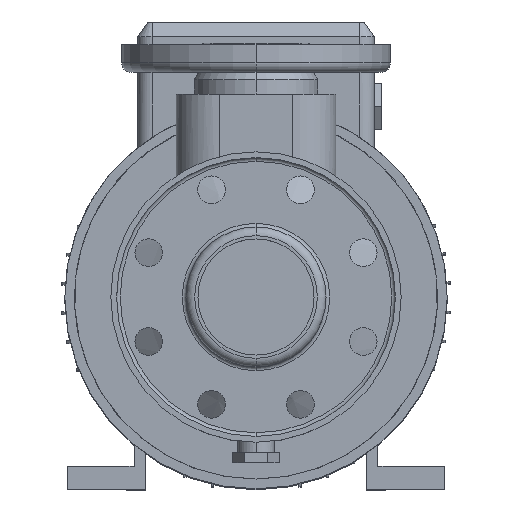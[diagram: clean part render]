
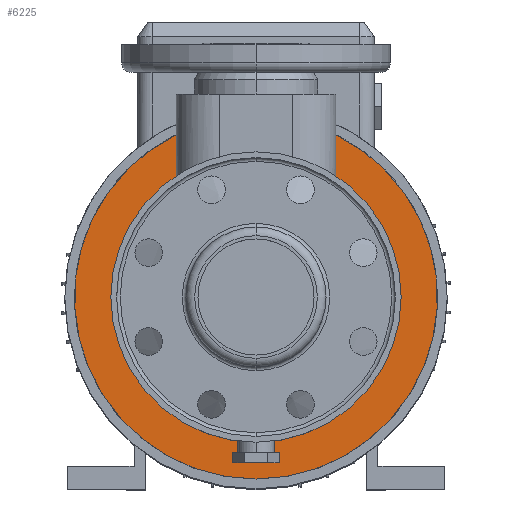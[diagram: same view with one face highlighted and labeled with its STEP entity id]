
A CAD part, top view. The second image highlights one B-rep face of the part: STEP entity #6225.
In plain terms, the highlighted planar face has unit normal (0, 0, 1).
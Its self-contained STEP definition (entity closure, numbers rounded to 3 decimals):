
#320 = EDGE_CURVE ( 'NONE', #5150, #4052, #11055, .T. ) ;
#1048 = ORIENTED_EDGE ( 'NONE', *, *, #5053, .F. ) ;
#1379 = DIRECTION ( 'NONE',  ( 0., 0., 1. ) ) ;
#1478 = CARTESIAN_POINT ( 'NONE',  ( 0., -97., -58. ) ) ;
#1670 = CIRCLE ( 'NONE', #11734, 97. ) ;
#1840 = AXIS2_PLACEMENT_3D ( 'NONE', #10632, #1379, #9823 ) ;
#2020 = EDGE_CURVE ( 'NONE', #11691, #7484, #8702, .T. ) ;
#2112 = CARTESIAN_POINT ( 'NONE',  ( -55., 112.25, -58. ) ) ;
#2423 = VECTOR ( 'NONE', #4296, 1000. ) ;
#2571 = CARTESIAN_POINT ( 'NONE',  ( 0., 0., -58. ) ) ;
#2919 = DIRECTION ( 'NONE',  ( 0., -1., 0. ) ) ;
#2925 = DIRECTION ( 'NONE',  ( 0., -1., 0. ) ) ;
#2992 = DIRECTION ( 'NONE',  ( 0., 0., 1. ) ) ;
#3065 = CARTESIAN_POINT ( 'NONE',  ( 55., 79.9, -58. ) ) ;
#3566 = DIRECTION ( 'NONE',  ( 0., 1., 0. ) ) ;
#4031 = LINE ( 'NONE', #6176, #2423 ) ;
#4052 = VERTEX_POINT ( 'NONE', #4324 ) ;
#4296 = DIRECTION ( 'NONE',  ( 0., 1., 0. ) ) ;
#4324 = CARTESIAN_POINT ( 'NONE',  ( 0., -125., -58. ) ) ;
#4357 = VERTEX_POINT ( 'NONE', #12077 ) ;
#4744 = PLANE ( 'NONE',  #9822 ) ;
#4806 = DIRECTION ( 'NONE',  ( 0., 0., 1. ) ) ;
#4917 = AXIS2_PLACEMENT_3D ( 'NONE', #12300, #2992, #2925 ) ;
#5053 = EDGE_CURVE ( 'NONE', #4357, #11691, #1670, .T. ) ;
#5150 = VERTEX_POINT ( 'NONE', #2112 ) ;
#5719 = CARTESIAN_POINT ( 'NONE',  ( -55., -131.702, -58. ) ) ;
#5732 = DIRECTION ( 'NONE',  ( 0., 0., 1. ) ) ;
#6176 = CARTESIAN_POINT ( 'NONE',  ( 55., -131.702, -58. ) ) ;
#6225 = ADVANCED_FACE ( 'NONE', ( #11972 ), #4744, .F. ) ;
#6309 = EDGE_CURVE ( 'NONE', #4052, #6763, #10684, .T. ) ;
#6656 = LINE ( 'NONE', #5719, #12866 ) ;
#6763 = VERTEX_POINT ( 'NONE', #7379 ) ;
#6890 = DIRECTION ( 'NONE',  ( 0., 1., 0. ) ) ;
#7379 = CARTESIAN_POINT ( 'NONE',  ( 55., 112.25, -58. ) ) ;
#7484 = VERTEX_POINT ( 'NONE', #3065 ) ;
#8060 = ORIENTED_EDGE ( 'NONE', *, *, #8167, .T. ) ;
#8117 = ORIENTED_EDGE ( 'NONE', *, *, #6309, .T. ) ;
#8167 = EDGE_CURVE ( 'NONE', #4357, #5150, #6656, .T. ) ;
#8702 = CIRCLE ( 'NONE', #12530, 97. ) ;
#9822 = AXIS2_PLACEMENT_3D ( 'NONE', #12905, #9959, #6890 ) ;
#9823 = DIRECTION ( 'NONE',  ( 0., -1., 0. ) ) ;
#9959 = DIRECTION ( 'NONE',  ( 0., 0., -1. ) ) ;
#10632 = CARTESIAN_POINT ( 'NONE',  ( 0., 0., -58. ) ) ;
#10684 = CIRCLE ( 'NONE', #4917, 125. ) ;
#11055 = CIRCLE ( 'NONE', #1840, 125. ) ;
#11560 = ORIENTED_EDGE ( 'NONE', *, *, #2020, .F. ) ;
#11691 = VERTEX_POINT ( 'NONE', #1478 ) ;
#11695 = EDGE_LOOP ( 'NONE', ( #12782, #11560, #1048, #8060, #13027, #8117 ) ) ;
#11734 = AXIS2_PLACEMENT_3D ( 'NONE', #11968, #4806, #2919 ) ;
#11875 = EDGE_CURVE ( 'NONE', #7484, #6763, #4031, .T. ) ;
#11968 = CARTESIAN_POINT ( 'NONE',  ( 0., 0., -58. ) ) ;
#11972 = FACE_OUTER_BOUND ( 'NONE', #11695, .T. ) ;
#12077 = CARTESIAN_POINT ( 'NONE',  ( -55., 79.9, -58. ) ) ;
#12300 = CARTESIAN_POINT ( 'NONE',  ( 0., 0., -58. ) ) ;
#12530 = AXIS2_PLACEMENT_3D ( 'NONE', #2571, #5732, #12554 ) ;
#12554 = DIRECTION ( 'NONE',  ( 0., -1., 0. ) ) ;
#12782 = ORIENTED_EDGE ( 'NONE', *, *, #11875, .F. ) ;
#12866 = VECTOR ( 'NONE', #3566, 1000. ) ;
#12905 = CARTESIAN_POINT ( 'NONE',  ( 0., 97., -58. ) ) ;
#13027 = ORIENTED_EDGE ( 'NONE', *, *, #320, .T. ) ;
